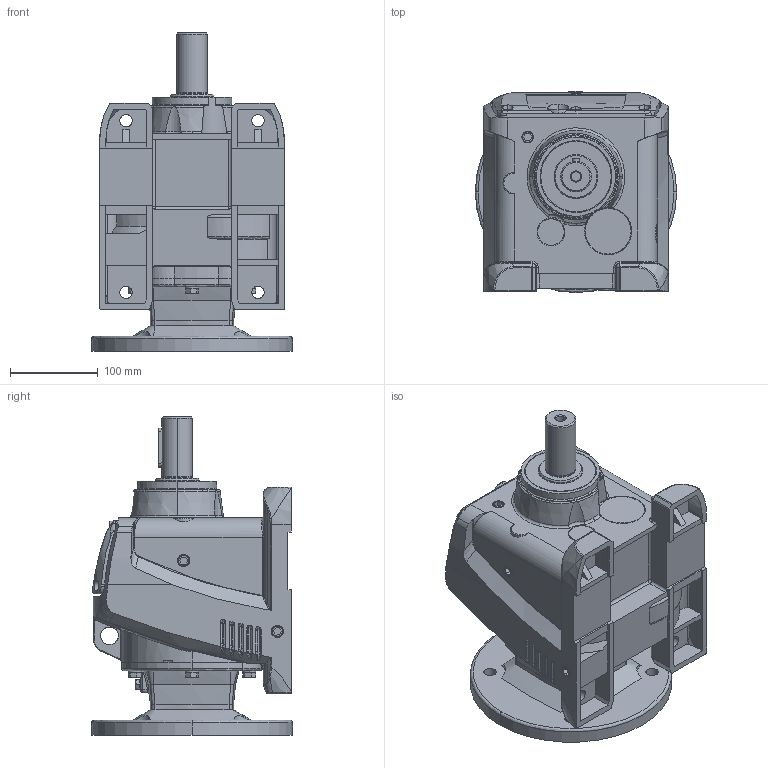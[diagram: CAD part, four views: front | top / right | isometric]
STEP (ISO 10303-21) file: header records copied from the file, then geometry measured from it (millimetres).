
FILE_DESCRIPTION (( 'STEP AP203' ), '1' );
FILE_NAME ('HGR-67-005-C.STEP', '2016-02-04T12:54:03', ( '' ), ( '' ), 'SwSTEP 2.0', 'SolidWorks 2015', '' );
FILE_SCHEMA (( 'CONFIG_CONTROL_DESIGN' ));
Length unit declared in the file: inch
Products named in the file (1): HGR-67-005-C
Bounding box: 228.6 x 228.6 x 362 mm (x, y, z)
Volume: 7335171.9 mm3; surface area: 558460.4 mm2
Topology: 16 solids, 16 shells, 1054 faces, 2721 edges, 1718 vertices
Faces by surface type: plane 350, bspline 282, cylinder 267, cone 101, torus 36, sphere 18
Entity records: 70741 total; most frequent: CARTESIAN_POINT 47916, ORIENTED_EDGE 5390, DIRECTION 3698, EDGE_CURVE 2695, VERTEX_POINT 1718, AXIS2_PLACEMENT_3D 1347, EDGE_LOOP 1131, B_SPLINE_CURVE_WITH_KNOTS 1096
